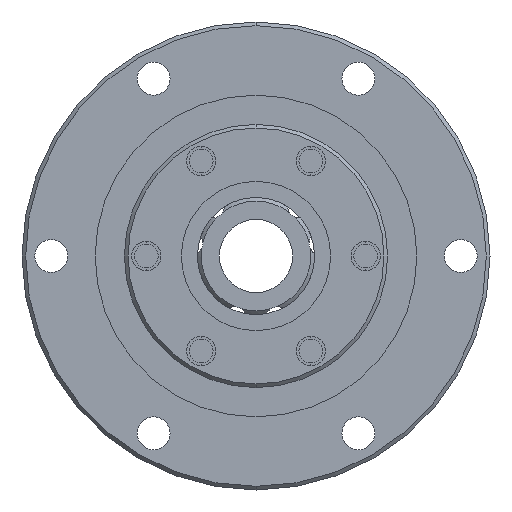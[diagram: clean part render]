
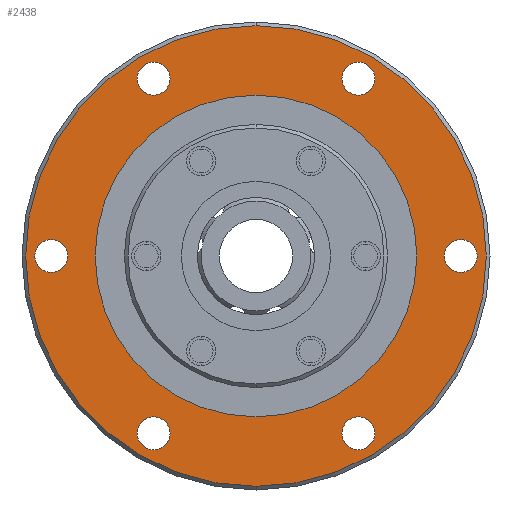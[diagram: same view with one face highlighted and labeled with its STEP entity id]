
A CAD part, left-side view. The second image highlights one B-rep face of the part: STEP entity #2438.
In plain terms, the highlighted face is planar.
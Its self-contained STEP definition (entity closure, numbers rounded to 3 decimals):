
#1197=CARTESIAN_POINT('',(40.,0.,0.));
#1198=DIRECTION('',(-1.,0.,0.));
#1199=DIRECTION('',(0.,0.,-1.));
#1200=AXIS2_PLACEMENT_3D('',#1197,#1198,#1199);
#1202=CARTESIAN_POINT('',(40.,0.,0.));
#1203=DIRECTION('',(-1.,0.,0.));
#1204=DIRECTION('',(0.,0.,1.));
#1205=AXIS2_PLACEMENT_3D('',#1202,#1203,#1204);
#1207=CARTESIAN_POINT('',(40.,0.,0.));
#1208=DIRECTION('',(1.,0.,0.));
#1209=DIRECTION('',(0.,0.,1.));
#1210=AXIS2_PLACEMENT_3D('',#1207,#1208,#1209);
#1212=CARTESIAN_POINT('',(40.,0.,0.));
#1213=DIRECTION('',(1.,0.,0.));
#1214=DIRECTION('',(0.,0.,-1.));
#1215=AXIS2_PLACEMENT_3D('',#1212,#1213,#1214);
#1217=CARTESIAN_POINT('',(40.,14.,-24.249));
#1218=DIRECTION('',(1.,0.,0.));
#1219=DIRECTION('',(0.,0.,-1.));
#1220=AXIS2_PLACEMENT_3D('',#1217,#1218,#1219);
#1222=CARTESIAN_POINT('',(40.,14.,-24.249));
#1223=DIRECTION('',(1.,0.,0.));
#1224=DIRECTION('',(0.,0.,1.));
#1225=AXIS2_PLACEMENT_3D('',#1222,#1223,#1224);
#1227=CARTESIAN_POINT('',(40.,-14.,-24.249));
#1228=DIRECTION('',(1.,0.,0.));
#1229=DIRECTION('',(0.,0.,-1.));
#1230=AXIS2_PLACEMENT_3D('',#1227,#1228,#1229);
#1232=CARTESIAN_POINT('',(40.,-14.,-24.249));
#1233=DIRECTION('',(1.,0.,0.));
#1234=DIRECTION('',(0.,0.,1.));
#1235=AXIS2_PLACEMENT_3D('',#1232,#1233,#1234);
#1237=CARTESIAN_POINT('',(40.,-28.,0.));
#1238=DIRECTION('',(1.,0.,0.));
#1239=DIRECTION('',(0.,0.,-1.));
#1240=AXIS2_PLACEMENT_3D('',#1237,#1238,#1239);
#1242=CARTESIAN_POINT('',(40.,-28.,0.));
#1243=DIRECTION('',(1.,0.,0.));
#1244=DIRECTION('',(0.,0.,1.));
#1245=AXIS2_PLACEMENT_3D('',#1242,#1243,#1244);
#1247=CARTESIAN_POINT('',(40.,-14.,24.249));
#1248=DIRECTION('',(1.,0.,0.));
#1249=DIRECTION('',(0.,0.,-1.));
#1250=AXIS2_PLACEMENT_3D('',#1247,#1248,#1249);
#1252=CARTESIAN_POINT('',(40.,-14.,24.249));
#1253=DIRECTION('',(1.,0.,0.));
#1254=DIRECTION('',(0.,0.,1.));
#1255=AXIS2_PLACEMENT_3D('',#1252,#1253,#1254);
#1257=CARTESIAN_POINT('',(40.,14.,24.249));
#1258=DIRECTION('',(1.,0.,0.));
#1259=DIRECTION('',(0.,0.,-1.));
#1260=AXIS2_PLACEMENT_3D('',#1257,#1258,#1259);
#1262=CARTESIAN_POINT('',(40.,14.,24.249));
#1263=DIRECTION('',(1.,0.,0.));
#1264=DIRECTION('',(0.,0.,1.));
#1265=AXIS2_PLACEMENT_3D('',#1262,#1263,#1264);
#1267=CARTESIAN_POINT('',(40.,28.,0.));
#1268=DIRECTION('',(1.,0.,0.));
#1269=DIRECTION('',(0.,0.,-1.));
#1270=AXIS2_PLACEMENT_3D('',#1267,#1268,#1269);
#1272=CARTESIAN_POINT('',(40.,28.,0.));
#1273=DIRECTION('',(1.,0.,0.));
#1274=DIRECTION('',(0.,0.,1.));
#1275=AXIS2_PLACEMENT_3D('',#1272,#1273,#1274);
#1979=CARTESIAN_POINT('',(40.,0.,22.));
#1980=VERTEX_POINT('',#1979);
#1981=CARTESIAN_POINT('',(40.,0.,-22.));
#1982=VERTEX_POINT('',#1981);
#1983=CARTESIAN_POINT('',(40.,0.,-31.5));
#1984=CARTESIAN_POINT('',(40.,0.,31.5));
#1985=VERTEX_POINT('',#1983);
#1986=VERTEX_POINT('',#1984);
#1987=CARTESIAN_POINT('',(40.,14.,-26.499));
#1988=CARTESIAN_POINT('',(40.,14.,-21.999));
#1989=VERTEX_POINT('',#1987);
#1990=VERTEX_POINT('',#1988);
#1991=CARTESIAN_POINT('',(40.,-14.,-26.499));
#1992=CARTESIAN_POINT('',(40.,-14.,-21.999));
#1993=VERTEX_POINT('',#1991);
#1994=VERTEX_POINT('',#1992);
#1995=CARTESIAN_POINT('',(40.,-28.,-2.25));
#1996=CARTESIAN_POINT('',(40.,-28.,2.25));
#1997=VERTEX_POINT('',#1995);
#1998=VERTEX_POINT('',#1996);
#1999=CARTESIAN_POINT('',(40.,-14.,21.999));
#2000=CARTESIAN_POINT('',(40.,-14.,26.499));
#2001=VERTEX_POINT('',#1999);
#2002=VERTEX_POINT('',#2000);
#2003=CARTESIAN_POINT('',(40.,14.,21.999));
#2004=CARTESIAN_POINT('',(40.,14.,26.499));
#2005=VERTEX_POINT('',#2003);
#2006=VERTEX_POINT('',#2004);
#2007=CARTESIAN_POINT('',(40.,28.,-2.25));
#2008=CARTESIAN_POINT('',(40.,28.,2.25));
#2009=VERTEX_POINT('',#2007);
#2010=VERTEX_POINT('',#2008);
#2387=CARTESIAN_POINT('',(40.,0.,0.));
#2388=DIRECTION('',(1.,0.,0.));
#2389=DIRECTION('',(0.,0.,-1.));
#2390=AXIS2_PLACEMENT_3D('',#2387,#2388,#2389);
#2391=PLANE('',#2390);
#2393=ORIENTED_EDGE('',*,*,#2392,.T.);
#2395=ORIENTED_EDGE('',*,*,#2394,.T.);
#2396=EDGE_LOOP('',(#2393,#2395));
#2397=FACE_OUTER_BOUND('',#2396,.F.);
#2398=ORIENTED_EDGE('',*,*,#2381,.T.);
#2399=ORIENTED_EDGE('',*,*,#2366,.T.);
#2400=EDGE_LOOP('',(#2398,#2399));
#2401=FACE_BOUND('',#2400,.F.);
#2403=ORIENTED_EDGE('',*,*,#2402,.T.);
#2405=ORIENTED_EDGE('',*,*,#2404,.T.);
#2406=EDGE_LOOP('',(#2403,#2405));
#2407=FACE_BOUND('',#2406,.F.);
#2409=ORIENTED_EDGE('',*,*,#2408,.T.);
#2411=ORIENTED_EDGE('',*,*,#2410,.T.);
#2412=EDGE_LOOP('',(#2409,#2411));
#2413=FACE_BOUND('',#2412,.F.);
#2415=ORIENTED_EDGE('',*,*,#2414,.T.);
#2417=ORIENTED_EDGE('',*,*,#2416,.T.);
#2418=EDGE_LOOP('',(#2415,#2417));
#2419=FACE_BOUND('',#2418,.F.);
#2421=ORIENTED_EDGE('',*,*,#2420,.T.);
#2423=ORIENTED_EDGE('',*,*,#2422,.T.);
#2424=EDGE_LOOP('',(#2421,#2423));
#2425=FACE_BOUND('',#2424,.F.);
#2427=ORIENTED_EDGE('',*,*,#2426,.T.);
#2429=ORIENTED_EDGE('',*,*,#2428,.T.);
#2430=EDGE_LOOP('',(#2427,#2429));
#2431=FACE_BOUND('',#2430,.F.);
#2433=ORIENTED_EDGE('',*,*,#2432,.T.);
#2435=ORIENTED_EDGE('',*,*,#2434,.T.);
#2436=EDGE_LOOP('',(#2433,#2435));
#2437=FACE_BOUND('',#2436,.F.);
#2438=ADVANCED_FACE('',(#2397,#2401,#2407,#2413,#2419,#2425,#2431,#2437),#2391,
.T.);
#1201=CIRCLE('',#1200,31.5);
#1206=CIRCLE('',#1205,31.5);
#1211=CIRCLE('',#1210,22.);
#1216=CIRCLE('',#1215,22.);
#1221=CIRCLE('',#1220,2.25);
#1226=CIRCLE('',#1225,2.25);
#1231=CIRCLE('',#1230,2.25);
#1236=CIRCLE('',#1235,2.25);
#1241=CIRCLE('',#1240,2.25);
#1246=CIRCLE('',#1245,2.25);
#1251=CIRCLE('',#1250,2.25);
#1256=CIRCLE('',#1255,2.25);
#1261=CIRCLE('',#1260,2.25);
#1266=CIRCLE('',#1265,2.25);
#1271=CIRCLE('',#1270,2.25);
#1276=CIRCLE('',#1275,2.25);
#2366=EDGE_CURVE('',#1982,#1980,#1216,.T.);
#2381=EDGE_CURVE('',#1980,#1982,#1211,.T.);
#2392=EDGE_CURVE('',#1985,#1986,#1201,.T.);
#2394=EDGE_CURVE('',#1986,#1985,#1206,.T.);
#2402=EDGE_CURVE('',#1989,#1990,#1221,.T.);
#2404=EDGE_CURVE('',#1990,#1989,#1226,.T.);
#2408=EDGE_CURVE('',#1993,#1994,#1231,.T.);
#2410=EDGE_CURVE('',#1994,#1993,#1236,.T.);
#2414=EDGE_CURVE('',#1997,#1998,#1241,.T.);
#2416=EDGE_CURVE('',#1998,#1997,#1246,.T.);
#2420=EDGE_CURVE('',#2001,#2002,#1251,.T.);
#2422=EDGE_CURVE('',#2002,#2001,#1256,.T.);
#2426=EDGE_CURVE('',#2005,#2006,#1261,.T.);
#2428=EDGE_CURVE('',#2006,#2005,#1266,.T.);
#2432=EDGE_CURVE('',#2009,#2010,#1271,.T.);
#2434=EDGE_CURVE('',#2010,#2009,#1276,.T.);
